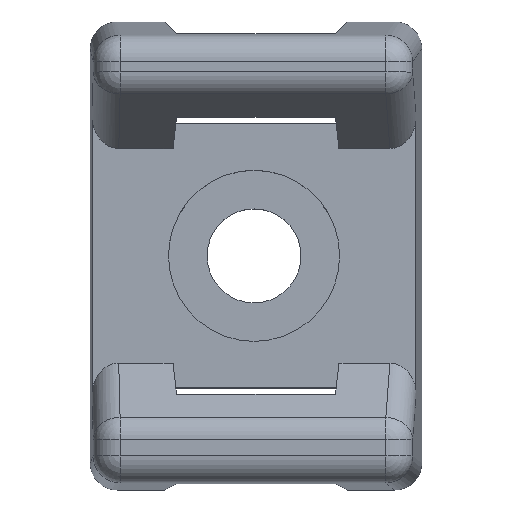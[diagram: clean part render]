
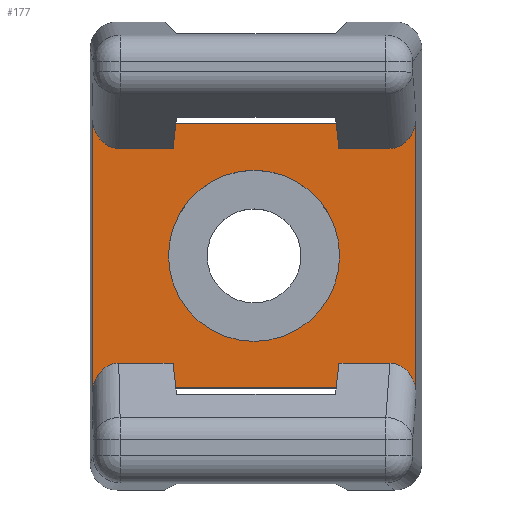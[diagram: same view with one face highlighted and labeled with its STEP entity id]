
A CAD part, top view. The second image highlights one B-rep face of the part: STEP entity #177.
In plain terms, the highlighted planar face has unit normal (0, 0, 1).
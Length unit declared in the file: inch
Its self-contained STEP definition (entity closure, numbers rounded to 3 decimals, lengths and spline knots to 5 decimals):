
#127=ELLIPSE('',#955,0.06104,0.05);
#128=ELLIPSE('',#956,0.06104,0.05);
#129=ELLIPSE('',#957,0.06109,0.05);
#130=ELLIPSE('',#958,0.06109,0.05);
#133=FACE_BOUND('',#294,.T.);
#134=FACE_BOUND('',#295,.T.);
#142=CIRCLE('',#954,0.1595);
#177=ADVANCED_FACE('',(#133,#134),#226,.F.);
#226=PLANE('',#959);
#294=EDGE_LOOP('',(#406));
#295=EDGE_LOOP('',(#407,#408,#409,#410,#411,#412,#413,#414,#415,#416,#417,
#418,#419,#420,#421,#422));
#406=ORIENTED_EDGE('',*,*,#712,.T.);
#407=ORIENTED_EDGE('',*,*,#713,.F.);
#408=ORIENTED_EDGE('',*,*,#714,.T.);
#409=ORIENTED_EDGE('',*,*,#715,.F.);
#410=ORIENTED_EDGE('',*,*,#716,.F.);
#411=ORIENTED_EDGE('',*,*,#717,.F.);
#412=ORIENTED_EDGE('',*,*,#718,.T.);
#413=ORIENTED_EDGE('',*,*,#668,.T.);
#414=ORIENTED_EDGE('',*,*,#719,.T.);
#415=ORIENTED_EDGE('',*,*,#702,.T.);
#416=ORIENTED_EDGE('',*,*,#720,.F.);
#417=ORIENTED_EDGE('',*,*,#721,.T.);
#418=ORIENTED_EDGE('',*,*,#722,.T.);
#419=ORIENTED_EDGE('',*,*,#706,.T.);
#420=ORIENTED_EDGE('',*,*,#723,.T.);
#421=ORIENTED_EDGE('',*,*,#701,.F.);
#422=ORIENTED_EDGE('',*,*,#724,.T.);
#596=VERTEX_POINT('',#1323);
#597=VERTEX_POINT('',#1325);
#618=VERTEX_POINT('',#1376);
#623=VERTEX_POINT('',#1386);
#624=VERTEX_POINT('',#1390);
#625=VERTEX_POINT('',#1391);
#628=VERTEX_POINT('',#1397);
#629=VERTEX_POINT('',#1399);
#634=VERTEX_POINT('',#1411);
#635=VERTEX_POINT('',#1413);
#636=VERTEX_POINT('',#1414);
#637=VERTEX_POINT('',#1416);
#638=VERTEX_POINT('',#1418);
#639=VERTEX_POINT('',#1420);
#640=VERTEX_POINT('',#1422);
#641=VERTEX_POINT('',#1426);
#642=VERTEX_POINT('',#1428);
#668=EDGE_CURVE('',#597,#596,#788,.T.);
#701=EDGE_CURVE('',#623,#618,#816,.T.);
#702=EDGE_CURVE('',#624,#625,#817,.T.);
#706=EDGE_CURVE('',#629,#628,#821,.T.);
#712=EDGE_CURVE('',#634,#634,#142,.T.);
#713=EDGE_CURVE('',#635,#636,#827,.T.);
#714=EDGE_CURVE('',#635,#637,#828,.T.);
#715=EDGE_CURVE('',#638,#637,#829,.T.);
#716=EDGE_CURVE('',#639,#638,#830,.T.);
#717=EDGE_CURVE('',#640,#639,#831,.T.);
#718=EDGE_CURVE('',#640,#597,#127,.T.);
#719=EDGE_CURVE('',#596,#624,#128,.T.);
#720=EDGE_CURVE('',#641,#625,#832,.T.);
#721=EDGE_CURVE('',#641,#642,#833,.T.);
#722=EDGE_CURVE('',#642,#629,#834,.T.);
#723=EDGE_CURVE('',#628,#618,#129,.T.);
#724=EDGE_CURVE('',#623,#636,#130,.T.);
#788=LINE('',#1324,#872);
#816=LINE('',#1387,#900);
#817=LINE('',#1389,#901);
#821=LINE('',#1398,#905);
#827=LINE('',#1412,#911);
#828=LINE('',#1415,#912);
#829=LINE('',#1417,#913);
#830=LINE('',#1419,#914);
#831=LINE('',#1421,#915);
#832=LINE('',#1425,#916);
#833=LINE('',#1427,#917);
#834=LINE('',#1429,#918);
#872=VECTOR('',#1053,1.);
#900=VECTOR('',#1097,1.);
#901=VECTOR('',#1100,1.);
#905=VECTOR('',#1104,1.);
#911=VECTOR('',#1114,1.);
#912=VECTOR('',#1115,1.);
#913=VECTOR('',#1116,1.);
#914=VECTOR('',#1117,1.);
#915=VECTOR('',#1118,1.);
#916=VECTOR('',#1123,1.);
#917=VECTOR('',#1124,1.);
#918=VECTOR('',#1125,1.);
#954=AXIS2_PLACEMENT_3D('',#1410,#1112,#1113);
#955=AXIS2_PLACEMENT_3D('',#1423,#1119,#1120);
#956=AXIS2_PLACEMENT_3D('',#1424,#1121,#1122);
#957=AXIS2_PLACEMENT_3D('',#1430,#1126,#1127);
#958=AXIS2_PLACEMENT_3D('',#1431,#1128,#1129);
#959=AXIS2_PLACEMENT_3D('',#1432,#1130,#1131);
#1053=DIRECTION('',(0.,-1.,0.));
#1097=DIRECTION('',(0.,-1.,0.));
#1100=DIRECTION('',(1.,0.,0.));
#1104=DIRECTION('',(1.,0.,0.));
#1112=DIRECTION('',(0.,0.,-1.));
#1113=DIRECTION('',(-1.,0.,0.));
#1114=DIRECTION('',(1.,0.,0.));
#1115=DIRECTION('',(0.,1.,0.));
#1116=DIRECTION('',(1.,0.,0.));
#1117=DIRECTION('',(0.,1.,0.));
#1118=DIRECTION('',(1.,0.,0.));
#1119=DIRECTION('',(0.,0.,-1.));
#1120=DIRECTION('',(0.025,1.,0.));
#1121=DIRECTION('',(0.,0.,-1.));
#1122=DIRECTION('',(0.025,-1.,0.));
#1123=DIRECTION('',(0.,1.,0.));
#1124=DIRECTION('',(1.,0.,0.));
#1125=DIRECTION('',(0.,1.,0.));
#1126=DIRECTION('',(0.,0.,-1.));
#1127=DIRECTION('',(-0.075,-0.997,0.));
#1128=DIRECTION('',(0.,0.,-1.));
#1129=DIRECTION('',(-0.075,0.997,0.));
#1130=DIRECTION('',(0.,0.,-1.));
#1131=DIRECTION('',(-1.,0.,0.));
#1323=CARTESIAN_POINT('',(0.00363,0.17572,0.2082));
#1324=CARTESIAN_POINT('',(0.00363,0.63615,0.2082));
#1325=CARTESIAN_POINT('',(0.00363,0.69658,0.2082));
#1376=CARTESIAN_POINT('',(0.60709,0.17694,0.2082));
#1386=CARTESIAN_POINT('',(0.60709,0.69536,0.2082));
#1387=CARTESIAN_POINT('',(0.60709,0.43615,0.2082));
#1389=CARTESIAN_POINT('',(0.,0.23615,0.2082));
#1390=CARTESIAN_POINT('',(0.05314,0.23615,0.2082));
#1391=CARTESIAN_POINT('',(0.1544,0.23615,0.2082));
#1397=CARTESIAN_POINT('',(0.55852,0.23615,0.2082));
#1398=CARTESIAN_POINT('',(0.,0.23615,0.2082));
#1399=CARTESIAN_POINT('',(0.4636,0.23615,0.2082));
#1410=CARTESIAN_POINT('',(0.30536,0.43615,0.2082));
#1411=CARTESIAN_POINT('',(0.14586,0.43615,0.2082));
#1412=CARTESIAN_POINT('',(0.618,0.63615,0.2082));
#1413=CARTESIAN_POINT('',(0.4636,0.63615,0.2082));
#1414=CARTESIAN_POINT('',(0.55852,0.63615,0.2082));
#1415=CARTESIAN_POINT('',(0.4636,0.63615,0.2082));
#1416=CARTESIAN_POINT('',(0.4636,0.6823,0.2082));
#1417=CARTESIAN_POINT('',(0.4798,0.6823,0.2082));
#1418=CARTESIAN_POINT('',(0.1544,0.6823,0.2082));
#1419=CARTESIAN_POINT('',(0.1544,0.19,0.2082));
#1420=CARTESIAN_POINT('',(0.1544,0.63615,0.2082));
#1421=CARTESIAN_POINT('',(0.618,0.63615,0.2082));
#1422=CARTESIAN_POINT('',(0.05314,0.63615,0.2082));
#1423=CARTESIAN_POINT('',(0.05364,0.69719,0.2082));
#1424=CARTESIAN_POINT('',(0.05364,0.17511,0.2082));
#1425=CARTESIAN_POINT('',(0.1544,0.19,0.2082));
#1426=CARTESIAN_POINT('',(0.1544,0.19,0.2082));
#1427=CARTESIAN_POINT('',(0.1544,0.19,0.2082));
#1428=CARTESIAN_POINT('',(0.4636,0.19,0.2082));
#1429=CARTESIAN_POINT('',(0.4636,0.63615,0.2082));
#1430=CARTESIAN_POINT('',(0.55702,0.17511,0.2082));
#1431=CARTESIAN_POINT('',(0.55702,0.69719,0.2082));
#1432=CARTESIAN_POINT('',(0.,0.63615,0.2082));
